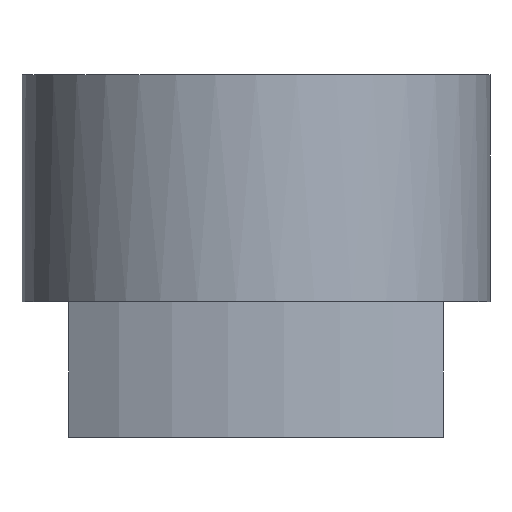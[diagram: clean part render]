
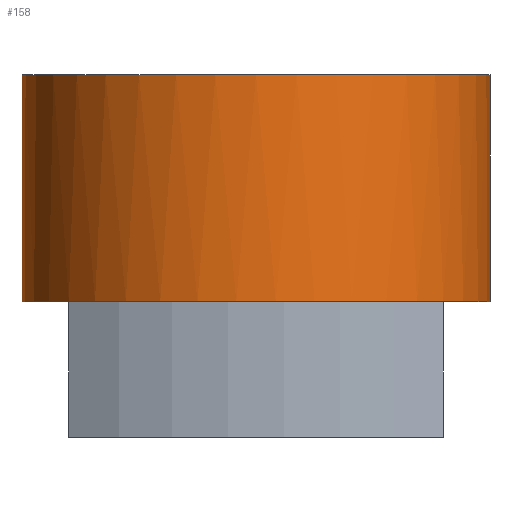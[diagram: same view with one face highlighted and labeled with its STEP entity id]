
A CAD part, front view. The second image highlights one B-rep face of the part: STEP entity #158.
In plain terms, the highlighted cylindrical face has radius 10 mm (diameter 20 mm), a partial arc.
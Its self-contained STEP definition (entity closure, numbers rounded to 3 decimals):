
#132=VERTEX_POINT('',#327);
#138=VERTEX_POINT('',#335);
#140=EDGE_CURVE('',#184,#286,#337,.T.);
#142=VERTEX_POINT('',#339);
#158=ADVANCED_FACE('',(#357),#358,.T.);
#180=EDGE_CURVE('',#184,#138,#380,.T.);
#184=VERTEX_POINT('',#384);
#190=EDGE_CURVE('',#132,#286,#391,.T.);
#204=EDGE_CURVE('',#268,#132,#407,.T.);
#222=EDGE_CURVE('',#138,#142,#425,.T.);
#228=EDGE_CURVE('',#142,#268,#431,.T.);
#268=VERTEX_POINT('',#477);
#286=VERTEX_POINT('',#500);
#327=CARTESIAN_POINT('',(-10.0,0.,0.));
#335=CARTESIAN_POINT('',(10.,0.,0.));
#337=CIRCLE('',#553,10.0);
#339=CARTESIAN_POINT('',(8.,-6.,0.));
#357=FACE_OUTER_BOUND('',#580,.T.);
#358=CYLINDRICAL_SURFACE('',#581,10.0);
#380=LINE('',#611,#612);
#384=CARTESIAN_POINT('',(10.,0.,9.7));
#391=LINE('',#626,#627);
#407=CIRCLE('',#647,10.0);
#425=CIRCLE('',#676,10.0);
#431=CIRCLE('',#685,10.0);
#477=CARTESIAN_POINT('',(-8.,-6.,0.));
#500=CARTESIAN_POINT('',(-10.0,0.,9.7));
#553=AXIS2_PLACEMENT_3D('',#813,#814,#815);
#580=EDGE_LOOP('',(#841,#842,#843,#844,#845,#846));
#581=AXIS2_PLACEMENT_3D('',#847,#848,#849);
#611=CARTESIAN_POINT('',(10.,0.,4.85));
#612=VECTOR('',#865,1.0);
#626=CARTESIAN_POINT('',(-10.0,0.,4.85));
#627=VECTOR('',#880,1.0);
#647=AXIS2_PLACEMENT_3D('',#903,#904,#905);
#676=AXIS2_PLACEMENT_3D('',#916,#917,#918);
#685=AXIS2_PLACEMENT_3D('',#920,#921,#922);
#813=CARTESIAN_POINT('',(0.,0.,9.7));
#814=DIRECTION('',(0.0,0.0,-1.0));
#815=DIRECTION('',(1.0,0.,0.0));
#841=ORIENTED_EDGE('',*,*,#180,.F.);
#842=ORIENTED_EDGE('',*,*,#140,.T.);
#843=ORIENTED_EDGE('',*,*,#190,.F.);
#844=ORIENTED_EDGE('',*,*,#204,.F.);
#845=ORIENTED_EDGE('',*,*,#228,.F.);
#846=ORIENTED_EDGE('',*,*,#222,.F.);
#847=CARTESIAN_POINT('',(0.,0.,4.85));
#848=DIRECTION('',(-0.0,-0.0,1.0));
#849=DIRECTION('',(1.0,0.,0.0));
#865=DIRECTION('',(0.0,0.0,-1.0));
#880=DIRECTION('',(-0.0,-0.0,1.0));
#903=CARTESIAN_POINT('',(0.,0.,0.));
#904=DIRECTION('',(0.0,0.0,-1.0));
#905=DIRECTION('',(1.0,0.,0.0));
#916=CARTESIAN_POINT('',(0.,0.,0.));
#917=DIRECTION('',(0.0,0.0,-1.0));
#918=DIRECTION('',(1.0,0.,0.0));
#920=CARTESIAN_POINT('',(0.,0.,0.));
#921=DIRECTION('',(0.0,0.0,-1.0));
#922=DIRECTION('',(1.0,0.,0.0));
